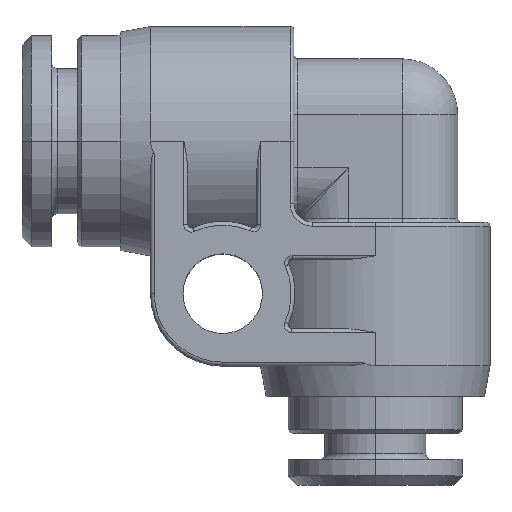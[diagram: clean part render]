
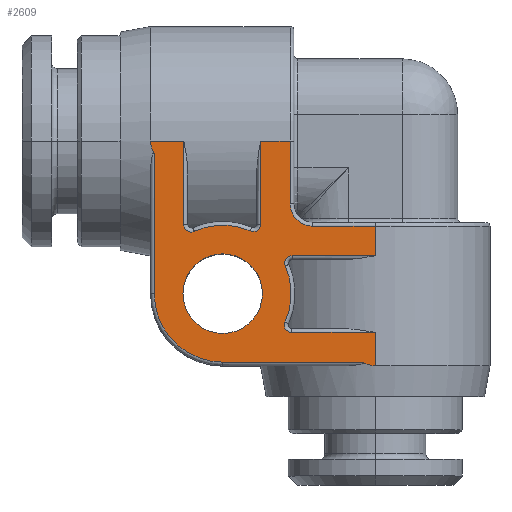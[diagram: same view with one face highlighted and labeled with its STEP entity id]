
A CAD part, top view. The second image highlights one B-rep face of the part: STEP entity #2609.
In plain terms, the highlighted planar face has unit normal (0, 0, 1).
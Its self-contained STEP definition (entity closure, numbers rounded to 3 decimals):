
#71=DIRECTION('',(0.,1.,0.));
#72=VECTOR('',#71,3.4);
#73=CARTESIAN_POINT('',(-4.6,-3.4,6.2));
#74=LINE('',#73,#72);
#75=CARTESIAN_POINT('',(-3.4,-3.4,6.2));
#76=DIRECTION('',(0.,0.,-1.));
#77=DIRECTION('',(0.,-1.,0.));
#78=AXIS2_PLACEMENT_3D('',#75,#76,#77);
#80=DIRECTION('',(-1.,0.,0.));
#81=VECTOR('',#80,3.4);
#82=CARTESIAN_POINT('',(0.,-4.6,6.2));
#83=LINE('',#82,#81);
#84=DIRECTION('',(0.,1.,0.));
#85=VECTOR('',#84,1.6);
#86=CARTESIAN_POINT('',(0.,-6.2,6.2));
#87=LINE('',#86,#85);
#88=DIRECTION('',(1.,0.,0.));
#89=VECTOR('',#88,4.497);
#90=CARTESIAN_POINT('',(-4.497,-6.2,6.2));
#91=LINE('',#90,#89);
#92=CARTESIAN_POINT('',(-4.497,-6.6,6.2));
#93=DIRECTION('',(0.,0.,-1.));
#94=DIRECTION('',(-0.915,-0.402,0.));
#95=AXIS2_PLACEMENT_3D('',#92,#93,#94);
#97=CARTESIAN_POINT('',(-8.25,-8.25,6.2));
#98=DIRECTION('',(0.,0.,1.));
#99=DIRECTION('',(0.91,-0.415,0.));
#100=AXIS2_PLACEMENT_3D('',#97,#98,#99);
#102=CARTESIAN_POINT('',(-4.519,-9.95,6.2));
#103=DIRECTION('',(0.,0.,-1.));
#104=DIRECTION('',(0.,-1.,0.));
#105=AXIS2_PLACEMENT_3D('',#102,#103,#104);
#107=DIRECTION('',(-1.,0.,0.));
#108=VECTOR('',#107,4.519);
#109=CARTESIAN_POINT('',(0.,-10.35,6.2));
#110=LINE('',#109,#108);
#111=DIRECTION('',(0.,1.,0.));
#112=VECTOR('',#111,1.8);
#113=CARTESIAN_POINT('',(0.,-12.15,6.2));
#114=LINE('',#113,#112);
#115=CARTESIAN_POINT('',(-0.672,-11.95,6.2));
#116=CARTESIAN_POINT('',(-0.598,-11.994,6.2));
#117=CARTESIAN_POINT('',(-0.449,-12.068,6.2));
#118=CARTESIAN_POINT('',(-0.221,-12.136,6.2));
#119=CARTESIAN_POINT('',(-0.074,-12.15,6.2));
#120=CARTESIAN_POINT('',(0.,-12.15,6.2));
#122=DIRECTION('',(1.,0.,0.));
#123=VECTOR('',#122,7.578);
#124=CARTESIAN_POINT('',(-8.25,-11.95,6.2));
#125=LINE('',#124,#123);
#126=CARTESIAN_POINT('',(-8.25,-8.25,6.2));
#127=DIRECTION('',(0.,0.,1.));
#128=DIRECTION('',(-1.,0.,0.));
#129=AXIS2_PLACEMENT_3D('',#126,#127,#128);
#131=DIRECTION('',(0.,-1.,0.));
#132=VECTOR('',#131,7.578);
#133=CARTESIAN_POINT('',(-11.95,-0.672,6.2));
#134=LINE('',#133,#132);
#135=CARTESIAN_POINT('',(-11.95,-0.672,6.2));
#136=CARTESIAN_POINT('',(-11.994,-0.598,6.2));
#137=CARTESIAN_POINT('',(-12.068,-0.449,6.2));
#138=CARTESIAN_POINT('',(-12.136,-0.221,6.2));
#139=CARTESIAN_POINT('',(-12.15,-0.074,6.2));
#140=CARTESIAN_POINT('',(-12.15,0.,6.2));
#142=DIRECTION('',(1.,0.,0.));
#143=VECTOR('',#142,1.8);
#144=CARTESIAN_POINT('',(-12.15,0.,6.2));
#145=LINE('',#144,#143);
#146=DIRECTION('',(0.,1.,0.));
#147=VECTOR('',#146,4.519);
#148=CARTESIAN_POINT('',(-10.35,-4.519,6.2));
#149=LINE('',#148,#147);
#150=CARTESIAN_POINT('',(-9.95,-4.519,6.2));
#151=DIRECTION('',(0.,0.,-1.));
#152=DIRECTION('',(0.415,-0.91,0.));
#153=AXIS2_PLACEMENT_3D('',#150,#151,#152);
#155=CARTESIAN_POINT('',(-8.25,-8.25,6.2));
#156=DIRECTION('',(0.,0.,1.));
#157=DIRECTION('',(0.402,0.915,0.));
#158=AXIS2_PLACEMENT_3D('',#155,#156,#157);
#160=CARTESIAN_POINT('',(-6.6,-4.497,6.2));
#161=DIRECTION('',(0.,0.,-1.));
#162=DIRECTION('',(1.,0.,0.));
#163=AXIS2_PLACEMENT_3D('',#160,#161,#162);
#165=DIRECTION('',(0.,-1.,0.));
#166=VECTOR('',#165,4.497);
#167=CARTESIAN_POINT('',(-6.2,0.,6.2));
#168=LINE('',#167,#166);
#169=DIRECTION('',(1.,0.,0.));
#170=VECTOR('',#169,1.6);
#171=CARTESIAN_POINT('',(-6.2,0.,6.2));
#172=LINE('',#171,#170);
#173=CARTESIAN_POINT('',(-8.25,-8.25,6.2));
#174=DIRECTION('',(0.,0.,-1.));
#175=DIRECTION('',(-1.,0.,0.));
#176=AXIS2_PLACEMENT_3D('',#173,#174,#175);
#178=CARTESIAN_POINT('',(-8.25,-8.25,6.2));
#179=DIRECTION('',(0.,0.,-1.));
#180=DIRECTION('',(1.,0.,0.));
#181=AXIS2_PLACEMENT_3D('',#178,#179,#180);
#2166=CARTESIAN_POINT('',(-10.4,-8.25,6.2));
#2168=VERTEX_POINT('',#2166);
#2170=CARTESIAN_POINT('',(-6.1,-8.25,6.2));
#2172=VERTEX_POINT('',#2170);
#2188=CARTESIAN_POINT('',(-8.25,-11.95,6.2));
#2189=CARTESIAN_POINT('',(-0.672,-11.95,6.2));
#2190=VERTEX_POINT('',#2188);
#2191=VERTEX_POINT('',#2189);
#2192=CARTESIAN_POINT('',(-11.95,-8.25,6.2));
#2193=VERTEX_POINT('',#2192);
#2196=CARTESIAN_POINT('',(-11.95,-0.672,6.2));
#2197=VERTEX_POINT('',#2196);
#2204=CARTESIAN_POINT('',(-4.497,-6.2,6.2));
#2205=CARTESIAN_POINT('',(0.,-6.2,6.2));
#2206=VERTEX_POINT('',#2204);
#2207=VERTEX_POINT('',#2205);
#2208=CARTESIAN_POINT('',(-4.863,-6.761,6.2));
#2209=VERTEX_POINT('',#2208);
#2212=CARTESIAN_POINT('',(-4.883,-9.784,6.2));
#2213=VERTEX_POINT('',#2212);
#2216=CARTESIAN_POINT('',(-4.519,-10.35,6.2));
#2217=VERTEX_POINT('',#2216);
#2220=CARTESIAN_POINT('',(0.,-10.35,6.2));
#2221=VERTEX_POINT('',#2220);
#2228=CARTESIAN_POINT('',(-10.35,-4.519,6.2));
#2229=CARTESIAN_POINT('',(-10.35,0.,6.2));
#2230=VERTEX_POINT('',#2228);
#2231=VERTEX_POINT('',#2229);
#2232=CARTESIAN_POINT('',(-9.784,-4.883,6.2));
#2233=VERTEX_POINT('',#2232);
#2236=CARTESIAN_POINT('',(-6.761,-4.863,6.2));
#2237=VERTEX_POINT('',#2236);
#2240=CARTESIAN_POINT('',(-6.2,-4.497,6.2));
#2241=VERTEX_POINT('',#2240);
#2244=CARTESIAN_POINT('',(-6.2,0.,6.2));
#2245=VERTEX_POINT('',#2244);
#2248=CARTESIAN_POINT('',(-12.15,0.,6.2));
#2249=VERTEX_POINT('',#2248);
#2312=CARTESIAN_POINT('',(0.,-12.15,6.2));
#2313=VERTEX_POINT('',#2312);
#2316=CARTESIAN_POINT('',(-4.6,-3.4,6.2));
#2317=CARTESIAN_POINT('',(-4.6,0.,6.2));
#2318=VERTEX_POINT('',#2316);
#2319=VERTEX_POINT('',#2317);
#2324=CARTESIAN_POINT('',(-3.4,-4.6,6.2));
#2325=VERTEX_POINT('',#2324);
#2328=CARTESIAN_POINT('',(0.,-4.6,6.2));
#2329=VERTEX_POINT('',#2328);
#2553=CARTESIAN_POINT('',(0.,0.,6.2));
#2554=DIRECTION('',(0.,0.,1.));
#2555=DIRECTION('',(1.,0.,0.));
#2556=AXIS2_PLACEMENT_3D('',#2553,#2554,#2555);
#2557=PLANE('',#2556);
#2559=ORIENTED_EDGE('',*,*,#2558,.F.);
#2561=ORIENTED_EDGE('',*,*,#2560,.F.);
#2562=ORIENTED_EDGE('',*,*,#2543,.F.);
#2564=ORIENTED_EDGE('',*,*,#2563,.F.);
#2566=ORIENTED_EDGE('',*,*,#2565,.F.);
#2568=ORIENTED_EDGE('',*,*,#2567,.F.);
#2570=ORIENTED_EDGE('',*,*,#2569,.F.);
#2572=ORIENTED_EDGE('',*,*,#2571,.F.);
#2574=ORIENTED_EDGE('',*,*,#2573,.F.);
#2576=ORIENTED_EDGE('',*,*,#2575,.F.);
#2578=ORIENTED_EDGE('',*,*,#2577,.F.);
#2580=ORIENTED_EDGE('',*,*,#2579,.F.);
#2582=ORIENTED_EDGE('',*,*,#2581,.F.);
#2584=ORIENTED_EDGE('',*,*,#2583,.F.);
#2586=ORIENTED_EDGE('',*,*,#2585,.T.);
#2588=ORIENTED_EDGE('',*,*,#2587,.T.);
#2590=ORIENTED_EDGE('',*,*,#2589,.F.);
#2592=ORIENTED_EDGE('',*,*,#2591,.F.);
#2594=ORIENTED_EDGE('',*,*,#2593,.F.);
#2596=ORIENTED_EDGE('',*,*,#2595,.F.);
#2598=ORIENTED_EDGE('',*,*,#2597,.F.);
#2600=ORIENTED_EDGE('',*,*,#2599,.T.);
#2601=EDGE_LOOP('',(#2559,#2561,#2562,#2564,#2566,#2568,#2570,#2572,#2574,#2576,
#2578,#2580,#2582,#2584,#2586,#2588,#2590,#2592,#2594,#2596,#2598,#2600));
#2602=FACE_OUTER_BOUND('',#2601,.F.);
#2604=ORIENTED_EDGE('',*,*,#2603,.F.);
#2606=ORIENTED_EDGE('',*,*,#2605,.F.);
#2607=EDGE_LOOP('',(#2604,#2606));
#2608=FACE_BOUND('',#2607,.F.);
#2609=ADVANCED_FACE('',(#2602,#2608),#2557,.T.);
#79=CIRCLE('',#78,1.2);
#96=CIRCLE('',#95,0.4);
#101=CIRCLE('',#100,3.7);
#106=CIRCLE('',#105,0.4);
#121=B_SPLINE_CURVE_WITH_KNOTS('',3,(#115,#116,#117,#118,#119,#120),
.UNSPECIFIED.,.F.,.F.,(4,1,1,4),(0.,0.333,0.667,1.),
.UNSPECIFIED.);
#130=CIRCLE('',#129,3.7);
#141=B_SPLINE_CURVE_WITH_KNOTS('',3,(#135,#136,#137,#138,#139,#140),
.UNSPECIFIED.,.F.,.F.,(4,1,1,4),(0.,0.333,0.667,1.),
.UNSPECIFIED.);
#154=CIRCLE('',#153,0.4);
#159=CIRCLE('',#158,3.7);
#164=CIRCLE('',#163,0.4);
#177=CIRCLE('',#176,2.15);
#182=CIRCLE('',#181,2.15);
#2543=EDGE_CURVE('',#2329,#2325,#83,.T.);
#2558=EDGE_CURVE('',#2318,#2319,#74,.T.);
#2560=EDGE_CURVE('',#2325,#2318,#79,.T.);
#2563=EDGE_CURVE('',#2207,#2329,#87,.T.);
#2565=EDGE_CURVE('',#2206,#2207,#91,.T.);
#2567=EDGE_CURVE('',#2209,#2206,#96,.T.);
#2569=EDGE_CURVE('',#2213,#2209,#101,.T.);
#2571=EDGE_CURVE('',#2217,#2213,#106,.T.);
#2573=EDGE_CURVE('',#2221,#2217,#110,.T.);
#2575=EDGE_CURVE('',#2313,#2221,#114,.T.);
#2577=EDGE_CURVE('',#2191,#2313,#121,.T.);
#2579=EDGE_CURVE('',#2190,#2191,#125,.T.);
#2581=EDGE_CURVE('',#2193,#2190,#130,.T.);
#2583=EDGE_CURVE('',#2197,#2193,#134,.T.);
#2585=EDGE_CURVE('',#2197,#2249,#141,.T.);
#2587=EDGE_CURVE('',#2249,#2231,#145,.T.);
#2589=EDGE_CURVE('',#2230,#2231,#149,.T.);
#2591=EDGE_CURVE('',#2233,#2230,#154,.T.);
#2593=EDGE_CURVE('',#2237,#2233,#159,.T.);
#2595=EDGE_CURVE('',#2241,#2237,#164,.T.);
#2597=EDGE_CURVE('',#2245,#2241,#168,.T.);
#2599=EDGE_CURVE('',#2245,#2319,#172,.T.);
#2603=EDGE_CURVE('',#2168,#2172,#177,.T.);
#2605=EDGE_CURVE('',#2172,#2168,#182,.T.);
